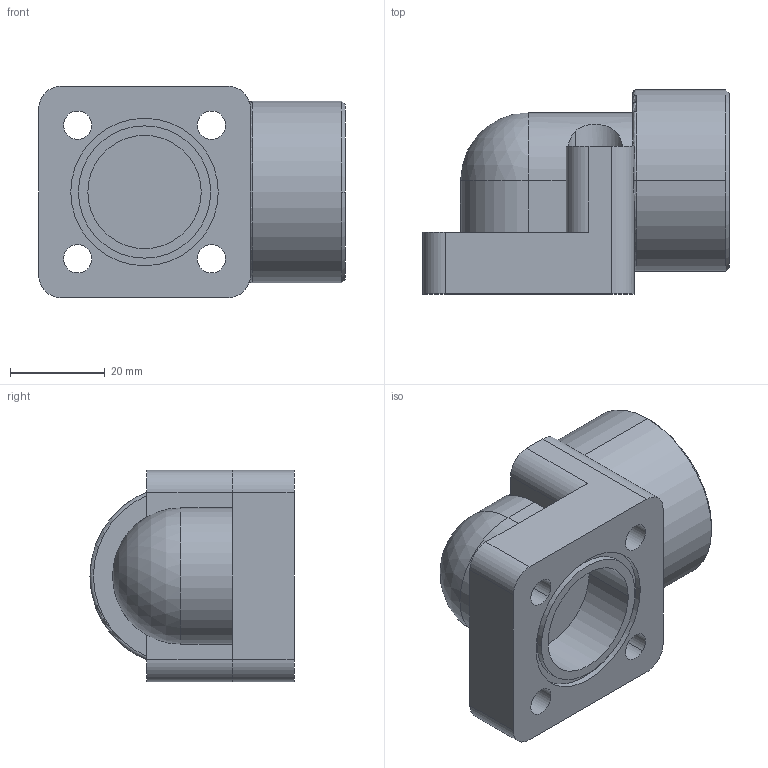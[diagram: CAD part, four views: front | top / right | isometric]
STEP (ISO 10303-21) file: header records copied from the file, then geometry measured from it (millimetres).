
FILE_DESCRIPTION(('STEP AP214'),'1');
FILE_NAME('b1-107.stp','2021-01-28T15:32:33',('TraceParts'),('TraceParts S.A.'),'Spatial InterOp 3D',' ',' ');
FILE_SCHEMA(('AUTOMOTIVE_DESIGN { 1 0 10303 214 1 1 1 1 }'));
Length unit declared in the file: millimetre
Products named in the file (1): b1-107
Bounding box: 64.9 x 43.2 x 44.8 mm (x, y, z)
Volume: 62293.4 mm3; surface area: 15366.6 mm2
Topology: 1 solids, 1 shells, 55 faces, 146 edges, 96 vertices
Faces by surface type: cylinder 30, plane 18, cone 4, torus 2, sphere 1
Entity records: 1992 total; most frequent: CARTESIAN_POINT 543, DIRECTION 319, ORIENTED_EDGE 290, EDGE_CURVE 145, AXIS2_PLACEMENT_3D 128, VERTEX_POINT 96, CIRCLE 72, EDGE_LOOP 67
